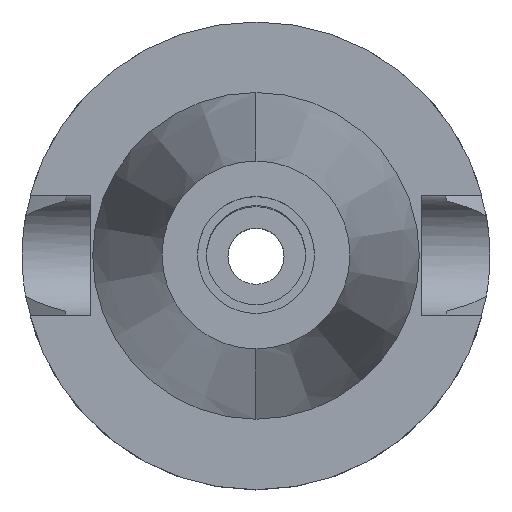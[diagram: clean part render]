
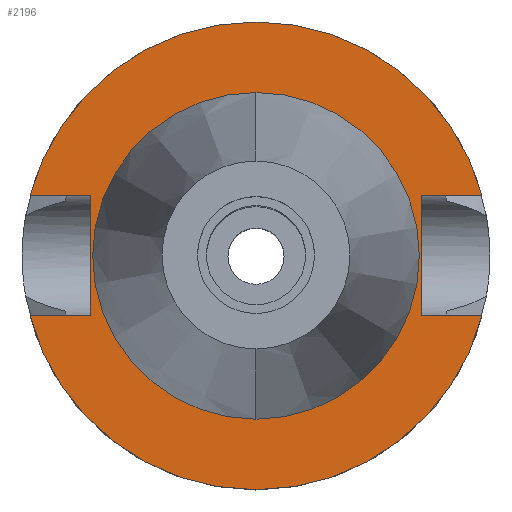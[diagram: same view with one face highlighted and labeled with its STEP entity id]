
A CAD part, top view. The second image highlights one B-rep face of the part: STEP entity #2196.
In plain terms, the highlighted planar face has unit normal (0, 0, 1).
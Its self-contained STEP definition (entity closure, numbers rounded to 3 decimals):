
#840=DIRECTION('',(1.,0.,0.));
#841=VECTOR('',#840,12.921);
#842=CARTESIAN_POINT('',(35.4,12.85,-1.5));
#843=LINE('',#842,#841);
#887=DIRECTION('',(0.,1.,0.));
#888=VECTOR('',#887,25.7);
#889=CARTESIAN_POINT('',(-35.4,-12.85,-1.5));
#890=LINE('',#889,#888);
#894=DIRECTION('',(-1.,0.,0.));
#895=VECTOR('',#894,12.921);
#896=CARTESIAN_POINT('',(-35.4,12.85,-1.5));
#897=LINE('',#896,#895);
#901=CARTESIAN_POINT('',(0.,0.,-1.5));
#902=DIRECTION('',(0.,0.,-1.));
#903=DIRECTION('',(-0.966,0.257,0.));
#904=AXIS2_PLACEMENT_3D('',#901,#902,#903);
#909=CARTESIAN_POINT('',(0.,0.,-1.5));
#910=DIRECTION('',(0.,0.,-1.));
#911=DIRECTION('',(0.,1.,0.));
#912=AXIS2_PLACEMENT_3D('',#909,#910,#911);
#917=DIRECTION('',(0.,-1.,0.));
#918=VECTOR('',#917,25.7);
#919=CARTESIAN_POINT('',(35.4,12.85,-1.5));
#920=LINE('',#919,#918);
#924=DIRECTION('',(1.,0.,0.));
#925=VECTOR('',#924,12.921);
#926=CARTESIAN_POINT('',(35.4,-12.85,-1.5));
#927=LINE('',#926,#925);
#931=CARTESIAN_POINT('',(0.,0.,-1.5));
#932=DIRECTION('',(0.,0.,-1.));
#933=DIRECTION('',(0.966,-0.257,0.));
#934=AXIS2_PLACEMENT_3D('',#931,#932,#933);
#939=CARTESIAN_POINT('',(0.,0.,-1.5));
#940=DIRECTION('',(0.,0.,-1.));
#941=DIRECTION('',(0.,-1.,0.));
#942=AXIS2_PLACEMENT_3D('',#939,#940,#941);
#947=CARTESIAN_POINT('',(0.,0.,-1.5));
#948=DIRECTION('',(0.,0.,1.));
#949=DIRECTION('',(0.,-1.,0.));
#950=AXIS2_PLACEMENT_3D('',#947,#948,#949);
#955=CARTESIAN_POINT('',(0.,0.,-1.5));
#956=DIRECTION('',(0.,0.,1.));
#957=DIRECTION('',(0.,1.,0.));
#958=AXIS2_PLACEMENT_3D('',#955,#956,#957);
#993=DIRECTION('',(-1.,0.,0.));
#994=VECTOR('',#993,12.921);
#995=CARTESIAN_POINT('',(-35.4,-12.85,-1.5));
#996=LINE('',#995,#994);
#1375=CARTESIAN_POINT('',(-35.4,-12.85,-1.5));
#1376=VERTEX_POINT('',#1375);
#1377=CARTESIAN_POINT('',(-48.321,-12.85,-1.5));
#1378=VERTEX_POINT('',#1377);
#1381=CARTESIAN_POINT('',(-35.4,12.85,-1.5));
#1382=VERTEX_POINT('',#1381);
#1383=CARTESIAN_POINT('',(-48.321,12.85,-1.5));
#1384=VERTEX_POINT('',#1383);
#1385=CARTESIAN_POINT('',(0.,50.,-1.5));
#1386=CARTESIAN_POINT('',(48.321,12.85,-1.5));
#1387=VERTEX_POINT('',#1385);
#1388=VERTEX_POINT('',#1386);
#1389=CARTESIAN_POINT('',(35.4,12.85,-1.5));
#1390=VERTEX_POINT('',#1389);
#1391=CARTESIAN_POINT('',(35.4,-12.85,-1.5));
#1392=VERTEX_POINT('',#1391);
#1393=CARTESIAN_POINT('',(48.321,-12.85,-1.5));
#1394=VERTEX_POINT('',#1393);
#1395=CARTESIAN_POINT('',(0.,-50.,-1.5));
#1396=VERTEX_POINT('',#1395);
#1397=CARTESIAN_POINT('',(0.,-34.925,-1.5));
#1398=CARTESIAN_POINT('',(0.,34.925,-1.5));
#1399=VERTEX_POINT('',#1397);
#1400=VERTEX_POINT('',#1398);
#2165=CARTESIAN_POINT('',(0.,0.,-1.5));
#2166=DIRECTION('',(0.,0.,-1.));
#2167=DIRECTION('',(0.,-1.,0.));
#2168=AXIS2_PLACEMENT_3D('',#2165,#2166,#2167);
#2169=PLANE('',#2168);
#2171=ORIENTED_EDGE('',*,*,#2170,.T.);
#2173=ORIENTED_EDGE('',*,*,#2172,.T.);
#2175=ORIENTED_EDGE('',*,*,#2174,.T.);
#2177=ORIENTED_EDGE('',*,*,#2176,.T.);
#2178=ORIENTED_EDGE('',*,*,#2141,.F.);
#2179=ORIENTED_EDGE('',*,*,#2155,.T.);
#2181=ORIENTED_EDGE('',*,*,#2180,.T.);
#2183=ORIENTED_EDGE('',*,*,#2182,.T.);
#2185=ORIENTED_EDGE('',*,*,#2184,.T.);
#2187=ORIENTED_EDGE('',*,*,#2186,.F.);
#2188=EDGE_LOOP('',(#2171,#2173,#2175,#2177,#2178,#2179,#2181,#2183,#2185,
#2187));
#2189=FACE_OUTER_BOUND('',#2188,.F.);
#2191=ORIENTED_EDGE('',*,*,#2190,.T.);
#2193=ORIENTED_EDGE('',*,*,#2192,.T.);
#2194=EDGE_LOOP('',(#2191,#2193));
#2195=FACE_BOUND('',#2194,.F.);
#905=CIRCLE('',#904,50.);
#913=CIRCLE('',#912,50.);
#935=CIRCLE('',#934,50.);
#943=CIRCLE('',#942,50.);
#951=CIRCLE('',#950,34.925);
#959=CIRCLE('',#958,34.925);
#2141=EDGE_CURVE('',#1390,#1388,#843,.T.);
#2155=EDGE_CURVE('',#1390,#1392,#920,.T.);
#2170=EDGE_CURVE('',#1376,#1382,#890,.T.);
#2172=EDGE_CURVE('',#1382,#1384,#897,.T.);
#2174=EDGE_CURVE('',#1384,#1387,#905,.T.);
#2176=EDGE_CURVE('',#1387,#1388,#913,.T.);
#2180=EDGE_CURVE('',#1392,#1394,#927,.T.);
#2182=EDGE_CURVE('',#1394,#1396,#935,.T.);
#2184=EDGE_CURVE('',#1396,#1378,#943,.T.);
#2186=EDGE_CURVE('',#1376,#1378,#996,.T.);
#2190=EDGE_CURVE('',#1399,#1400,#951,.T.);
#2192=EDGE_CURVE('',#1400,#1399,#959,.T.);
#2196=ADVANCED_FACE('',(#2189,#2195),#2169,.F.);
